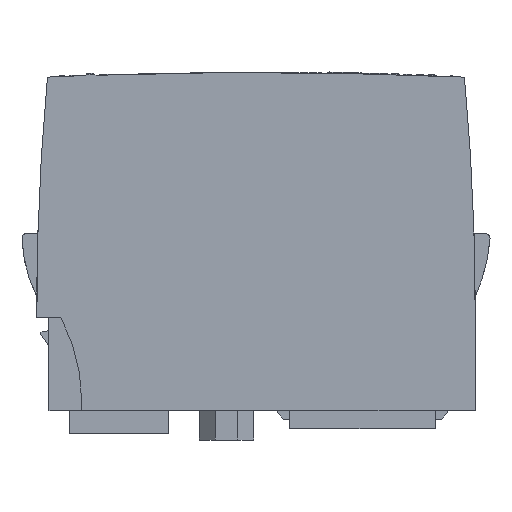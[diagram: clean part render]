
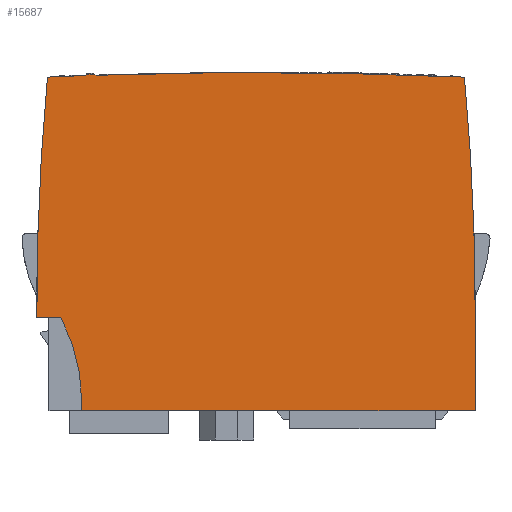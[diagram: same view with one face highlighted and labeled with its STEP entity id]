
A CAD part, left-side view. The second image highlights one B-rep face of the part: STEP entity #15687.
In plain terms, the highlighted planar face has unit normal (-1, 0, 0).
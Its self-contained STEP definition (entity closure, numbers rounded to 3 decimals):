
#13415=FACE_OUTER_BOUND('',#18559,.T.);
#15272=CIRCLE('',#40114,750.);
#15312=CIRCLE('',#40198,28.3);
#15317=CIRCLE('',#40208,391.5);
#15321=CIRCLE('',#40213,750.);
#15324=CIRCLE('',#40217,2.3);
#15326=CIRCLE('',#40220,391.5);
#15687=ADVANCED_FACE('',(#13415),#17242,.T.);
#17242=PLANE('',#40223);
#18559=EDGE_LOOP('',(#20864,#20865,#20866,#20867,#20868,#20869,#20870,#20871,
#20872,#20873));
#20864=ORIENTED_EDGE('',*,*,#31284,.F.);
#20865=ORIENTED_EDGE('',*,*,#31315,.F.);
#20866=ORIENTED_EDGE('',*,*,#30847,.F.);
#20867=ORIENTED_EDGE('',*,*,#31312,.F.);
#20868=ORIENTED_EDGE('',*,*,#31306,.F.);
#20869=ORIENTED_EDGE('',*,*,#31299,.F.);
#20870=ORIENTED_EDGE('',*,*,#31296,.F.);
#20871=ORIENTED_EDGE('',*,*,#31277,.F.);
#20872=ORIENTED_EDGE('',*,*,#31274,.F.);
#20873=ORIENTED_EDGE('',*,*,#30894,.F.);
#28221=VERTEX_POINT('',#48586);
#28222=VERTEX_POINT('',#48587);
#28268=VERTEX_POINT('',#48680);
#28269=VERTEX_POINT('',#48682);
#28614=VERTEX_POINT('',#49515);
#28616=VERTEX_POINT('',#49521);
#28622=VERTEX_POINT('',#49534);
#28629=VERTEX_POINT('',#49554);
#28632=VERTEX_POINT('',#49564);
#28637=VERTEX_POINT('',#49577);
#30847=EDGE_CURVE('',#28221,#28222,#15272,.T.);
#30894=EDGE_CURVE('',#28268,#28269,#34808,.T.);
#31274=EDGE_CURVE('',#28269,#28614,#35157,.T.);
#31277=EDGE_CURVE('',#28614,#28616,#15312,.T.);
#31284=EDGE_CURVE('',#28622,#28268,#35165,.T.);
#31296=EDGE_CURVE('',#28616,#28629,#35174,.T.);
#31299=EDGE_CURVE('',#28629,#28632,#15317,.T.);
#31306=EDGE_CURVE('',#28632,#28637,#15321,.T.);
#31312=EDGE_CURVE('',#28637,#28221,#15324,.T.);
#31315=EDGE_CURVE('',#28222,#28622,#15326,.T.);
#34808=LINE('',#48681,#37330);
#35157=LINE('',#49514,#37679);
#35165=LINE('',#49535,#37687);
#35174=LINE('',#49557,#37696);
#37330=VECTOR('',#42091,1.);
#37679=VECTOR('',#42554,1.);
#37687=VECTOR('',#42570,1.);
#37696=VECTOR('',#42591,1.);
#40114=AXIS2_PLACEMENT_3D('',#48585,#42018,#42019);
#40198=AXIS2_PLACEMENT_3D('',#49520,#42560,#42561);
#40208=AXIS2_PLACEMENT_3D('',#49563,#42597,#42598);
#40213=AXIS2_PLACEMENT_3D('',#49576,#42610,#42611);
#40217=AXIS2_PLACEMENT_3D('',#49588,#42621,#42622);
#40220=AXIS2_PLACEMENT_3D('',#49594,#42628,#42629);
#40223=AXIS2_PLACEMENT_3D('',#49597,#42634,#42635);
#42018=DIRECTION('',(1.,0.,0.));
#42019=DIRECTION('',(0.,0.,1.));
#42091=DIRECTION('',(0.,1.,0.));
#42554=DIRECTION('',(0.,0.,1.));
#42560=DIRECTION('',(-1.,0.,0.));
#42561=DIRECTION('',(0.,-0.884,0.467));
#42570=DIRECTION('',(0.,0.,-1.));
#42591=DIRECTION('',(0.,1.,0.));
#42597=DIRECTION('',(1.,0.,0.));
#42598=DIRECTION('',(0.,1.,0.));
#42610=DIRECTION('',(1.,0.,0.));
#42611=DIRECTION('',(0.,0.,1.));
#42621=DIRECTION('',(1.,0.,0.));
#42622=DIRECTION('',(0.,0.,1.));
#42628=DIRECTION('',(1.,0.,0.));
#42629=DIRECTION('',(0.,-0.996,0.09));
#42634=DIRECTION('',(-1.,0.,0.));
#42635=DIRECTION('',(0.,0.,1.));
#48585=CARTESIAN_POINT('',(-7.5,2.65,-683.));
#48586=CARTESIAN_POINT('',(-7.5,27.918,66.574));
#48587=CARTESIAN_POINT('',(-7.5,-30.316,66.275));
#48680=CARTESIAN_POINT('',(-7.5,-32.,13.5));
#48681=CARTESIAN_POINT('',(-7.5,-32.,13.5));
#48682=CARTESIAN_POINT('',(-7.5,30.2,13.5));
#49514=CARTESIAN_POINT('',(-7.5,30.2,13.5));
#49515=CARTESIAN_POINT('',(-7.5,30.2,15.));
#49520=CARTESIAN_POINT('',(-7.5,58.5,15.));
#49521=CARTESIAN_POINT('',(-7.5,33.483,28.23));
#49534=CARTESIAN_POINT('',(-7.5,-32.,30.));
#49535=CARTESIAN_POINT('',(-7.5,-32.,30.));
#49554=CARTESIAN_POINT('',(-7.5,37.296,28.23));
#49557=CARTESIAN_POINT('',(-7.5,33.483,28.23));
#49563=CARTESIAN_POINT('',(-7.5,-354.2,30.));
#49564=CARTESIAN_POINT('',(-7.5,35.616,66.275));
#49576=CARTESIAN_POINT('',(-7.5,2.65,-683.));
#49577=CARTESIAN_POINT('',(-7.5,29.828,66.507));
#49588=CARTESIAN_POINT('',(-7.5,28.8,64.45));
#49594=CARTESIAN_POINT('',(-7.5,359.5,30.));
#49597=CARTESIAN_POINT('',(-7.5,58.5,15.));
